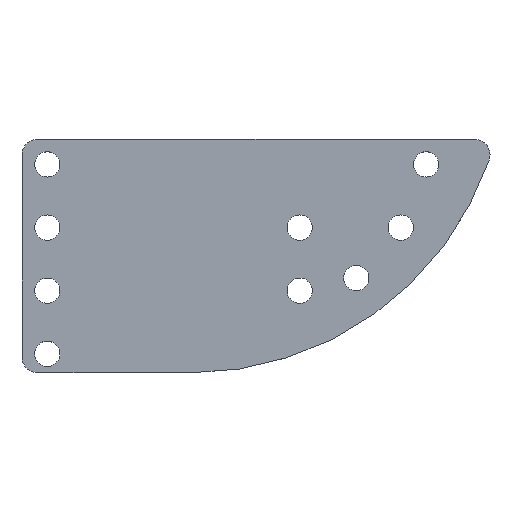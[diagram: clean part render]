
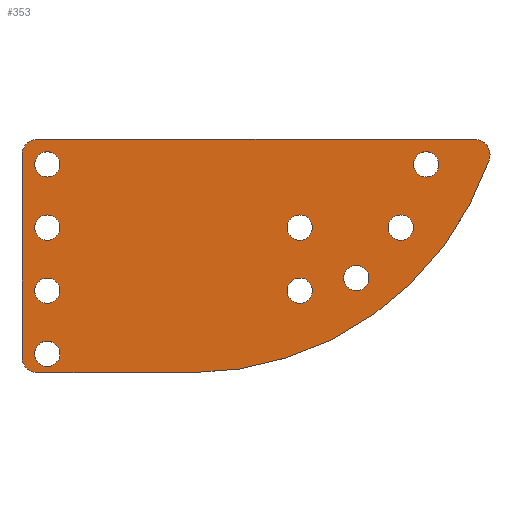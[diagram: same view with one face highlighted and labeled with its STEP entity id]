
A CAD part, top view. The second image highlights one B-rep face of the part: STEP entity #353.
In plain terms, the highlighted planar face has unit normal (0, 0, 1).
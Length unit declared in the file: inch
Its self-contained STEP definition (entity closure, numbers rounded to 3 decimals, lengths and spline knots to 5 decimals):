
#15=FACE_BOUND('',#59,.T.);
#16=FACE_BOUND('',#60,.T.);
#17=FACE_BOUND('',#61,.T.);
#18=FACE_BOUND('',#62,.T.);
#19=FACE_BOUND('',#63,.T.);
#20=FACE_BOUND('',#64,.T.);
#21=FACE_BOUND('',#65,.T.);
#22=FACE_BOUND('',#66,.T.);
#23=FACE_BOUND('',#67,.T.);
#34=PLANE('',#395);
#40=FACE_OUTER_BOUND('',#58,.T.);
#58=EDGE_LOOP('',(#250,#251,#252,#253,#254,#255,#256));
#59=EDGE_LOOP('',(#257));
#60=EDGE_LOOP('',(#258));
#61=EDGE_LOOP('',(#259));
#62=EDGE_LOOP('',(#260));
#63=EDGE_LOOP('',(#261));
#64=EDGE_LOOP('',(#262));
#65=EDGE_LOOP('',(#263));
#66=EDGE_LOOP('',(#264));
#67=EDGE_LOOP('',(#265));
#94=LINE('',#559,#116);
#97=LINE('',#565,#119);
#98=LINE('',#571,#120);
#116=VECTOR('',#447,0.3937);
#119=VECTOR('',#452,0.3937);
#120=VECTOR('',#457,0.3937);
#137=CIRCLE('',#393,0.125);
#138=CIRCLE('',#396,2.5);
#139=CIRCLE('',#397,0.125);
#140=CIRCLE('',#398,0.125);
#141=CIRCLE('',#399,0.1);
#142=CIRCLE('',#400,0.1);
#143=CIRCLE('',#401,0.1);
#144=CIRCLE('',#402,0.1);
#145=CIRCLE('',#403,0.1);
#146=CIRCLE('',#404,0.1);
#147=CIRCLE('',#405,0.1);
#148=CIRCLE('',#406,0.1);
#149=CIRCLE('',#407,0.1);
#164=VERTEX_POINT('',#552);
#165=VERTEX_POINT('',#554);
#166=VERTEX_POINT('',#558);
#168=VERTEX_POINT('',#564);
#169=VERTEX_POINT('',#566);
#170=VERTEX_POINT('',#568);
#171=VERTEX_POINT('',#570);
#172=VERTEX_POINT('',#573);
#173=VERTEX_POINT('',#575);
#174=VERTEX_POINT('',#577);
#175=VERTEX_POINT('',#579);
#176=VERTEX_POINT('',#581);
#177=VERTEX_POINT('',#583);
#178=VERTEX_POINT('',#585);
#179=VERTEX_POINT('',#587);
#180=VERTEX_POINT('',#589);
#196=EDGE_CURVE('',#164,#165,#137,.T.);
#198=EDGE_CURVE('',#166,#165,#94,.T.);
#201=EDGE_CURVE('',#164,#168,#97,.T.);
#202=EDGE_CURVE('',#168,#169,#138,.T.);
#203=EDGE_CURVE('',#170,#169,#139,.T.);
#204=EDGE_CURVE('',#170,#171,#98,.T.);
#205=EDGE_CURVE('',#166,#171,#140,.T.);
#206=EDGE_CURVE('',#172,#172,#141,.T.);
#207=EDGE_CURVE('',#173,#173,#142,.T.);
#208=EDGE_CURVE('',#174,#174,#143,.T.);
#209=EDGE_CURVE('',#175,#175,#144,.T.);
#210=EDGE_CURVE('',#176,#176,#145,.T.);
#211=EDGE_CURVE('',#177,#177,#146,.T.);
#212=EDGE_CURVE('',#178,#178,#147,.T.);
#213=EDGE_CURVE('',#179,#179,#148,.T.);
#214=EDGE_CURVE('',#180,#180,#149,.T.);
#250=ORIENTED_EDGE('',*,*,#196,.F.);
#251=ORIENTED_EDGE('',*,*,#201,.T.);
#252=ORIENTED_EDGE('',*,*,#202,.T.);
#253=ORIENTED_EDGE('',*,*,#203,.F.);
#254=ORIENTED_EDGE('',*,*,#204,.T.);
#255=ORIENTED_EDGE('',*,*,#205,.F.);
#256=ORIENTED_EDGE('',*,*,#198,.T.);
#257=ORIENTED_EDGE('',*,*,#206,.T.);
#258=ORIENTED_EDGE('',*,*,#207,.T.);
#259=ORIENTED_EDGE('',*,*,#208,.T.);
#260=ORIENTED_EDGE('',*,*,#209,.T.);
#261=ORIENTED_EDGE('',*,*,#210,.T.);
#262=ORIENTED_EDGE('',*,*,#211,.T.);
#263=ORIENTED_EDGE('',*,*,#212,.T.);
#264=ORIENTED_EDGE('',*,*,#213,.T.);
#265=ORIENTED_EDGE('',*,*,#214,.T.);
#353=ADVANCED_FACE('',(#40,#15,#16,#17,#18,#19,#20,#21,#22,#23),#34,.T.);
#393=AXIS2_PLACEMENT_3D('',#555,#442,#443);
#395=AXIS2_PLACEMENT_3D('',#563,#450,#451);
#396=AXIS2_PLACEMENT_3D('',#567,#453,#454);
#397=AXIS2_PLACEMENT_3D('',#569,#455,#456);
#398=AXIS2_PLACEMENT_3D('',#572,#458,#459);
#399=AXIS2_PLACEMENT_3D('',#574,#460,#461);
#400=AXIS2_PLACEMENT_3D('',#576,#462,#463);
#401=AXIS2_PLACEMENT_3D('',#578,#464,#465);
#402=AXIS2_PLACEMENT_3D('',#580,#466,#467);
#403=AXIS2_PLACEMENT_3D('',#582,#468,#469);
#404=AXIS2_PLACEMENT_3D('',#584,#470,#471);
#405=AXIS2_PLACEMENT_3D('',#586,#472,#473);
#406=AXIS2_PLACEMENT_3D('',#588,#474,#475);
#407=AXIS2_PLACEMENT_3D('',#590,#476,#477);
#442=DIRECTION('center_axis',(0.,0.,-1.));
#443=DIRECTION('ref_axis',(-0.707,-0.707,0.));
#447=DIRECTION('',(0.,-1.,0.));
#450=DIRECTION('center_axis',(0.,0.,1.));
#451=DIRECTION('ref_axis',(1.,0.,0.));
#452=DIRECTION('',(1.,0.,0.));
#453=DIRECTION('center_axis',(0.,0.,1.));
#454=DIRECTION('ref_axis',(1.,0.,0.));
#455=DIRECTION('center_axis',(0.,0.,-1.));
#456=DIRECTION('ref_axis',(0.814,0.58,0.));
#457=DIRECTION('',(-1.,0.,0.));
#458=DIRECTION('center_axis',(0.,0.,-1.));
#459=DIRECTION('ref_axis',(-0.707,0.707,0.));
#460=DIRECTION('center_axis',(0.,0.,-1.));
#461=DIRECTION('ref_axis',(1.,0.,0.));
#462=DIRECTION('center_axis',(0.,0.,-1.));
#463=DIRECTION('ref_axis',(1.,0.,0.));
#464=DIRECTION('center_axis',(0.,0.,-1.));
#465=DIRECTION('ref_axis',(1.,0.,0.));
#466=DIRECTION('center_axis',(0.,0.,-1.));
#467=DIRECTION('ref_axis',(1.,0.,0.));
#468=DIRECTION('center_axis',(0.,0.,-1.));
#469=DIRECTION('ref_axis',(1.,0.,0.));
#470=DIRECTION('center_axis',(0.,0.,-1.));
#471=DIRECTION('ref_axis',(1.,0.,0.));
#472=DIRECTION('center_axis',(0.,0.,-1.));
#473=DIRECTION('ref_axis',(1.,0.,0.));
#474=DIRECTION('center_axis',(0.,0.,-1.));
#475=DIRECTION('ref_axis',(1.,0.,0.));
#476=DIRECTION('center_axis',(0.,0.,-1.));
#477=DIRECTION('ref_axis',(1.,0.,0.));
#552=CARTESIAN_POINT('',(-1.21091,-2.5,0.0625));
#554=CARTESIAN_POINT('',(-1.33591,-2.375,0.0625));
#555=CARTESIAN_POINT('Origin',(-1.21091,-2.375,0.0625));
#558=CARTESIAN_POINT('',(-1.33591,-0.775,0.0625));
#559=CARTESIAN_POINT('',(-1.33591,-1.04974,0.0625));
#563=CARTESIAN_POINT('Origin',(-1.29299,-1.575,0.0625));
#564=CARTESIAN_POINT('',(0.,-2.5,0.0625));
#565=CARTESIAN_POINT('',(-5.,-2.5,0.0625));
#566=CARTESIAN_POINT('',(2.36315,-0.81579,0.0625));
#567=CARTESIAN_POINT('Origin',(0.,0.,0.0625));
#568=CARTESIAN_POINT('',(2.24499,-0.65,0.0625));
#569=CARTESIAN_POINT('Origin',(2.24499,-0.775,0.0625));
#570=CARTESIAN_POINT('',(-1.21091,-0.65,0.0625));
#571=CARTESIAN_POINT('',(2.41402,-0.65,0.0625));
#572=CARTESIAN_POINT('Origin',(-1.21091,-0.775,0.0625));
#573=CARTESIAN_POINT('',(0.76409,-1.35,0.0625));
#574=CARTESIAN_POINT('Origin',(0.86409,-1.35,0.0625));
#575=CARTESIAN_POINT('',(-1.23591,-1.85,0.0625));
#576=CARTESIAN_POINT('Origin',(-1.13591,-1.85,0.0625));
#577=CARTESIAN_POINT('',(-1.23591,-2.35,0.0625));
#578=CARTESIAN_POINT('Origin',(-1.13591,-2.35,0.0625));
#579=CARTESIAN_POINT('',(0.76409,-1.85,0.0625));
#580=CARTESIAN_POINT('Origin',(0.86409,-1.85,0.0625));
#581=CARTESIAN_POINT('',(1.2113,-1.75,0.0625));
#582=CARTESIAN_POINT('Origin',(1.3113,-1.75,0.0625));
#583=CARTESIAN_POINT('',(-1.23591,-1.35,0.0625));
#584=CARTESIAN_POINT('Origin',(-1.13591,-1.35,0.0625));
#585=CARTESIAN_POINT('',(1.76409,-0.85,0.0625));
#586=CARTESIAN_POINT('Origin',(1.86409,-0.85,0.0625));
#587=CARTESIAN_POINT('',(-1.23591,-0.85,0.0625));
#588=CARTESIAN_POINT('Origin',(-1.13591,-0.85,0.0625));
#589=CARTESIAN_POINT('',(1.56409,-1.35,0.0625));
#590=CARTESIAN_POINT('Origin',(1.66409,-1.35,0.0625));
